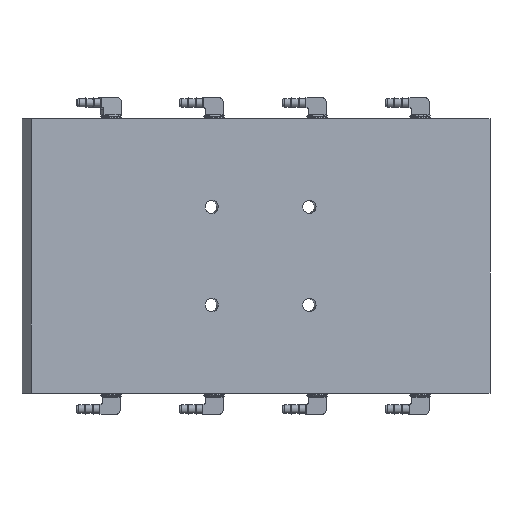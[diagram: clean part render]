
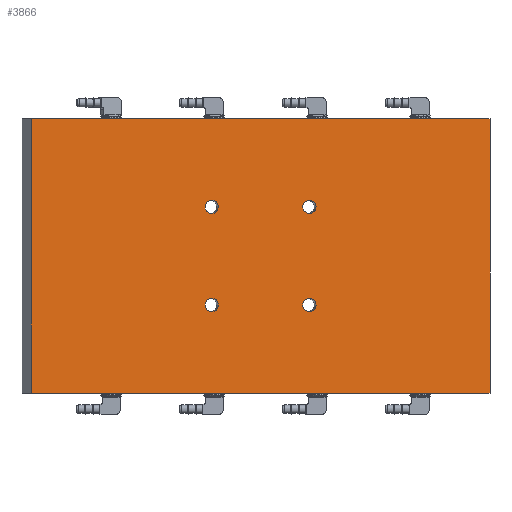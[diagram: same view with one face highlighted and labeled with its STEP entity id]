
A CAD part, top view. The second image highlights one B-rep face of the part: STEP entity #3866.
In plain terms, the highlighted face is planar.
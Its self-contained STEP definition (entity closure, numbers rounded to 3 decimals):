
#241=FACE_BOUND('',#769,.T.);
#242=FACE_BOUND('',#770,.T.);
#243=FACE_BOUND('',#771,.T.);
#244=FACE_BOUND('',#772,.T.);
#310=PLANE('',#4298);
#502=FACE_OUTER_BOUND('',#768,.T.);
#768=EDGE_LOOP('',(#3127,#3128,#3129,#3130));
#769=EDGE_LOOP('',(#3131));
#770=EDGE_LOOP('',(#3132));
#771=EDGE_LOOP('',(#3133));
#772=EDGE_LOOP('',(#3134));
#1054=LINE('',#6152,#1327);
#1057=LINE('',#6157,#1330);
#1059=LINE('',#6162,#1332);
#1060=LINE('',#6164,#1333);
#1327=VECTOR('',#5116,10.);
#1330=VECTOR('',#5121,10.);
#1332=VECTOR('',#5127,10.);
#1333=VECTOR('',#5130,10.);
#1423=CIRCLE('',#4054,3.378);
#1425=CIRCLE('',#4057,3.378);
#1427=CIRCLE('',#4060,3.378);
#1429=CIRCLE('',#4063,3.378);
#1591=VERTEX_POINT('',#5533);
#1593=VERTEX_POINT('',#5539);
#1595=VERTEX_POINT('',#5545);
#1597=VERTEX_POINT('',#5551);
#1791=VERTEX_POINT('',#6149);
#1792=VERTEX_POINT('',#6151);
#1793=VERTEX_POINT('',#6155);
#1794=VERTEX_POINT('',#6160);
#1966=EDGE_CURVE('',#1591,#1591,#1423,.T.);
#1969=EDGE_CURVE('',#1593,#1593,#1425,.T.);
#1972=EDGE_CURVE('',#1595,#1595,#1427,.T.);
#1975=EDGE_CURVE('',#1597,#1597,#1429,.T.);
#2263=EDGE_CURVE('',#1791,#1792,#1054,.T.);
#2266=EDGE_CURVE('',#1793,#1791,#1057,.T.);
#2268=EDGE_CURVE('',#1794,#1793,#1059,.T.);
#2269=EDGE_CURVE('',#1792,#1794,#1060,.T.);
#3127=ORIENTED_EDGE('',*,*,#2269,.F.);
#3128=ORIENTED_EDGE('',*,*,#2263,.F.);
#3129=ORIENTED_EDGE('',*,*,#2266,.F.);
#3130=ORIENTED_EDGE('',*,*,#2268,.F.);
#3131=ORIENTED_EDGE('',*,*,#1966,.T.);
#3132=ORIENTED_EDGE('',*,*,#1969,.T.);
#3133=ORIENTED_EDGE('',*,*,#1972,.T.);
#3134=ORIENTED_EDGE('',*,*,#1975,.T.);
#3866=ADVANCED_FACE('',(#502,#241,#242,#243,#244),#310,.F.);
#4054=AXIS2_PLACEMENT_3D('',#5534,#4459,#4460);
#4057=AXIS2_PLACEMENT_3D('',#5540,#4466,#4467);
#4060=AXIS2_PLACEMENT_3D('',#5546,#4473,#4474);
#4063=AXIS2_PLACEMENT_3D('',#5552,#4480,#4481);
#4298=AXIS2_PLACEMENT_3D('',#6165,#5131,#5132);
#4459=DIRECTION('center_axis',(0.,0.,1.));
#4460=DIRECTION('ref_axis',(-1.,0.,0.));
#4466=DIRECTION('center_axis',(0.,0.,1.));
#4467=DIRECTION('ref_axis',(-1.,0.,0.));
#4473=DIRECTION('center_axis',(0.,0.,1.));
#4474=DIRECTION('ref_axis',(-1.,0.,0.));
#4480=DIRECTION('center_axis',(0.,0.,1.));
#4481=DIRECTION('ref_axis',(-1.,0.,0.));
#5116=DIRECTION('',(0.,-1.,0.));
#5121=DIRECTION('',(-1.,0.,0.));
#5127=DIRECTION('',(0.,1.,0.));
#5130=DIRECTION('',(1.,0.,0.));
#5131=DIRECTION('center_axis',(0.,0.,1.));
#5132=DIRECTION('ref_axis',(1.,0.,0.));
#5533=CARTESIAN_POINT('',(-21.622,25.,0.));
#5534=CARTESIAN_POINT('Origin',(-25.,25.,0.));
#5539=CARTESIAN_POINT('',(-21.622,-25.,0.));
#5540=CARTESIAN_POINT('Origin',(-25.,-25.,0.));
#5545=CARTESIAN_POINT('',(28.378,-25.,0.));
#5546=CARTESIAN_POINT('Origin',(25.,-25.,0.));
#5551=CARTESIAN_POINT('',(28.378,25.,0.));
#5552=CARTESIAN_POINT('Origin',(25.,25.,0.));
#6149=CARTESIAN_POINT('',(-117.475,69.85,0.));
#6151=CARTESIAN_POINT('',(-117.475,-69.85,0.));
#6152=CARTESIAN_POINT('',(-117.475,69.85,0.));
#6155=CARTESIAN_POINT('',(117.475,69.85,0.));
#6157=CARTESIAN_POINT('',(117.475,69.85,0.));
#6160=CARTESIAN_POINT('',(117.475,-69.85,0.));
#6162=CARTESIAN_POINT('',(117.475,-69.85,0.));
#6164=CARTESIAN_POINT('',(-117.475,-69.85,0.));
#6165=CARTESIAN_POINT('Origin',(0.,0.,
0.));
